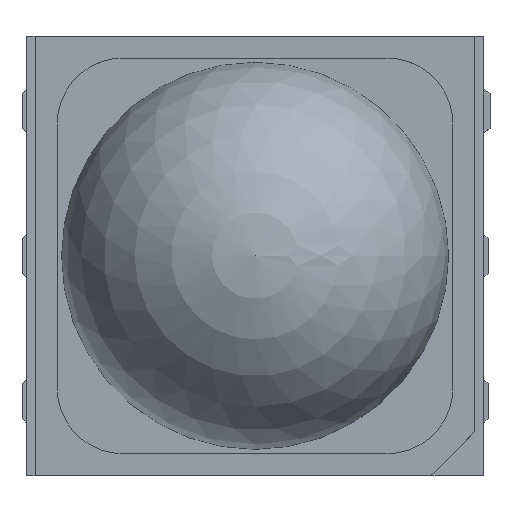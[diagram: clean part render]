
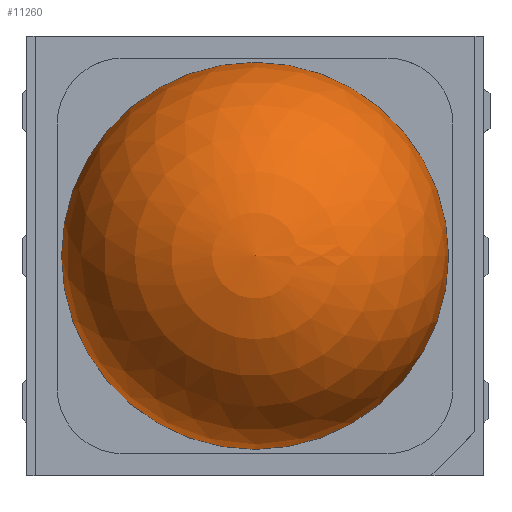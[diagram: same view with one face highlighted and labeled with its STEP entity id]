
A CAD part, top view. The second image highlights one B-rep face of the part: STEP entity #11260.
In plain terms, the highlighted spherical face has radius 2.2 mm.
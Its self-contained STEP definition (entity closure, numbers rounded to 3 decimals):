
#11260 = ADVANCED_FACE('',(#11261),#11276,.T.);
#11261 = FACE_BOUND('',#11262,.T.);
#11262 = EDGE_LOOP('',(#11263,#11294,#11321));
#11263 = ORIENTED_EDGE('',*,*,#11264,.F.);
#11264 = EDGE_CURVE('',#11265,#11267,#11269,.T.);
#11265 = VERTEX_POINT('',#11266);
#11266 = CARTESIAN_POINT('',(2.2,0.,0.));
#11267 = VERTEX_POINT('',#11268);
#11268 = CARTESIAN_POINT('',(0.,0.,2.2)
  );
#11269 = SEAM_CURVE('',#11270,(#11275,#11287),.PCURVE_S1.);
#11270 = CIRCLE('',#11271,2.2);
#11271 = AXIS2_PLACEMENT_3D('',#11272,#11273,#11274);
#11272 = CARTESIAN_POINT('',(0.,0.,0.));
#11273 = DIRECTION('',(0.,-1.,0.));
#11274 = DIRECTION('',(1.,0.,0.));
#11275 = PCURVE('',#11276,#11281);
#11276 = SPHERICAL_SURFACE('',#11277,2.2);
#11277 = AXIS2_PLACEMENT_3D('',#11278,#11279,#11280);
#11278 = CARTESIAN_POINT('',(0.,0.,0.));
#11279 = DIRECTION('',(0.,0.,1.));
#11280 = DIRECTION('',(1.,0.,-0.));
#11281 = DEFINITIONAL_REPRESENTATION('',(#11282),#11286);
#11282 = LINE('',#11283,#11284);
#11283 = CARTESIAN_POINT('',(6.283,-6.283));
#11284 = VECTOR('',#11285,1.);
#11285 = DIRECTION('',(0.,1.));
#11286 = ( GEOMETRIC_REPRESENTATION_CONTEXT(2) 
PARAMETRIC_REPRESENTATION_CONTEXT() REPRESENTATION_CONTEXT('2D SPACE',''
  ) );
#11287 = PCURVE('',#11276,#11288);
#11288 = DEFINITIONAL_REPRESENTATION('',(#11289),#11293);
#11289 = LINE('',#11290,#11291);
#11290 = CARTESIAN_POINT('',(0.,-6.283));
#11291 = VECTOR('',#11292,1.);
#11292 = DIRECTION('',(0.,1.));
#11293 = ( GEOMETRIC_REPRESENTATION_CONTEXT(2) 
PARAMETRIC_REPRESENTATION_CONTEXT() REPRESENTATION_CONTEXT('2D SPACE',''
  ) );
#11294 = ORIENTED_EDGE('',*,*,#11295,.T.);
#11295 = EDGE_CURVE('',#11265,#11265,#11296,.T.);
#11296 = SURFACE_CURVE('',#11297,(#11302,#11309),.PCURVE_S1.);
#11297 = CIRCLE('',#11298,2.2);
#11298 = AXIS2_PLACEMENT_3D('',#11299,#11300,#11301);
#11299 = CARTESIAN_POINT('',(0.,0.,0.));
#11300 = DIRECTION('',(0.,0.,1.));
#11301 = DIRECTION('',(1.,0.,-0.));
#11302 = PCURVE('',#11276,#11303);
#11303 = DEFINITIONAL_REPRESENTATION('',(#11304),#11308);
#11304 = LINE('',#11305,#11306);
#11305 = CARTESIAN_POINT('',(0.,0.));
#11306 = VECTOR('',#11307,1.);
#11307 = DIRECTION('',(1.,0.));
#11308 = ( GEOMETRIC_REPRESENTATION_CONTEXT(2) 
PARAMETRIC_REPRESENTATION_CONTEXT() REPRESENTATION_CONTEXT('2D SPACE',''
  ) );
#11309 = PCURVE('',#11310,#11315);
#11310 = PLANE('',#11311);
#11311 = AXIS2_PLACEMENT_3D('',#11312,#11313,#11314);
#11312 = CARTESIAN_POINT('',(0.,0.,0.));
#11313 = DIRECTION('',(0.,0.,1.));
#11314 = DIRECTION('',(1.,0.,-0.));
#11315 = DEFINITIONAL_REPRESENTATION('',(#11316),#11320);
#11316 = CIRCLE('',#11317,2.2);
#11317 = AXIS2_PLACEMENT_2D('',#11318,#11319);
#11318 = CARTESIAN_POINT('',(0.,0.));
#11319 = DIRECTION('',(1.,0.));
#11320 = ( GEOMETRIC_REPRESENTATION_CONTEXT(2) 
PARAMETRIC_REPRESENTATION_CONTEXT() REPRESENTATION_CONTEXT('2D SPACE',''
  ) );
#11321 = ORIENTED_EDGE('',*,*,#11264,.T.);
